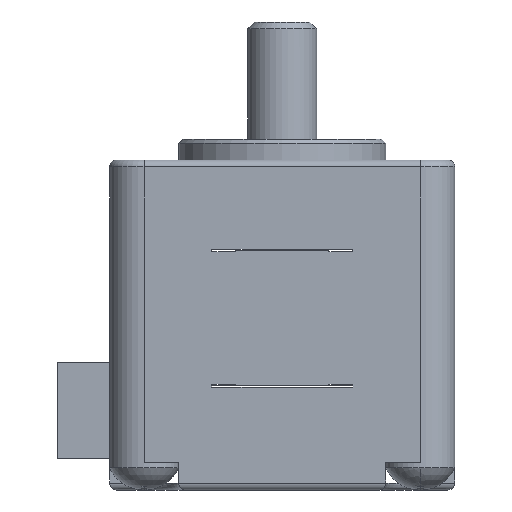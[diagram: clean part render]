
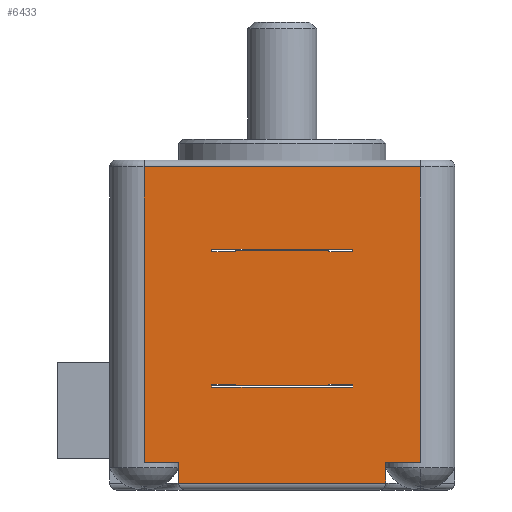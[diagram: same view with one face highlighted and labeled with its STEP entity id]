
A CAD part, left-side view. The second image highlights one B-rep face of the part: STEP entity #6433.
In plain terms, the highlighted planar face has unit normal (-1, 0, 0).
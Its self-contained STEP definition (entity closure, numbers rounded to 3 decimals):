
#1065=DIRECTION('',(0.,-1.,0.));
#1066=VECTOR('',#1065,15.);
#1067=CARTESIAN_POINT('',(-12.5,7.5,-33.4));
#1068=LINE('',#1067,#1066);
#1083=DIRECTION('',(0.,1.,0.));
#1084=VECTOR('',#1083,2.5);
#1085=CARTESIAN_POINT('',(-12.5,7.5,-31.9));
#1086=LINE('',#1085,#1084);
#1087=DIRECTION('',(0.,1.,0.));
#1088=VECTOR('',#1087,2.5);
#1089=CARTESIAN_POINT('',(-12.5,-10.,-31.9));
#1090=LINE('',#1089,#1088);
#1091=DIRECTION('',(0.,0.,-1.));
#1092=VECTOR('',#1091,1.5);
#1093=CARTESIAN_POINT('',(-12.5,-7.5,-31.9));
#1094=LINE('',#1093,#1092);
#1095=DIRECTION('',(0.,1.,0.));
#1096=VECTOR('',#1095,1.715);
#1097=CARTESIAN_POINT('',(-12.5,3.384,-26.25));
#1098=LINE('',#1097,#1096);
#1099=DIRECTION('',(0.,0.,-1.));
#1100=VECTOR('',#1099,0.2);
#1101=CARTESIAN_POINT('',(-12.5,5.099,-26.25));
#1102=LINE('',#1101,#1100);
#1103=DIRECTION('',(0.,-1.,0.));
#1104=VECTOR('',#1103,10.198);
#1105=CARTESIAN_POINT('',(-12.5,5.099,-26.45));
#1106=LINE('',#1105,#1104);
#1107=DIRECTION('',(0.,0.,1.));
#1108=VECTOR('',#1107,0.2);
#1109=CARTESIAN_POINT('',(-12.5,-5.099,-26.45));
#1110=LINE('',#1109,#1108);
#1111=DIRECTION('',(0.,1.,0.));
#1112=VECTOR('',#1111,1.715);
#1113=CARTESIAN_POINT('',(-12.5,-5.099,-26.25));
#1114=LINE('',#1113,#1112);
#1115=DIRECTION('',(0.,0.,-1.));
#1116=VECTOR('',#1115,0.1);
#1117=CARTESIAN_POINT('',(-12.5,-3.384,-26.25));
#1118=LINE('',#1117,#1116);
#1119=DIRECTION('',(0.,1.,0.));
#1120=VECTOR('',#1119,6.768);
#1121=CARTESIAN_POINT('',(-12.5,-3.384,-26.35));
#1122=LINE('',#1121,#1120);
#1123=DIRECTION('',(0.,0.,1.));
#1124=VECTOR('',#1123,0.1);
#1125=CARTESIAN_POINT('',(-12.5,3.384,-26.35));
#1126=LINE('',#1125,#1124);
#1127=DIRECTION('',(0.,0.,-1.));
#1128=VECTOR('',#1127,0.2);
#1129=CARTESIAN_POINT('',(-12.5,5.099,-16.45));
#1130=LINE('',#1129,#1128);
#1131=DIRECTION('',(0.,-1.,0.));
#1132=VECTOR('',#1131,1.715);
#1133=CARTESIAN_POINT('',(-12.5,5.099,-16.65));
#1134=LINE('',#1133,#1132);
#1135=DIRECTION('',(0.,0.,1.));
#1136=VECTOR('',#1135,0.1);
#1137=CARTESIAN_POINT('',(-12.5,3.384,-16.65));
#1138=LINE('',#1137,#1136);
#1139=DIRECTION('',(0.,-1.,0.));
#1140=VECTOR('',#1139,6.768);
#1141=CARTESIAN_POINT('',(-12.5,3.384,-16.55));
#1142=LINE('',#1141,#1140);
#1143=DIRECTION('',(0.,0.,-1.));
#1144=VECTOR('',#1143,0.1);
#1145=CARTESIAN_POINT('',(-12.5,-3.384,-16.55));
#1146=LINE('',#1145,#1144);
#1147=DIRECTION('',(0.,-1.,0.));
#1148=VECTOR('',#1147,1.715);
#1149=CARTESIAN_POINT('',(-12.5,-3.384,-16.65));
#1150=LINE('',#1149,#1148);
#1151=DIRECTION('',(0.,0.,1.));
#1152=VECTOR('',#1151,0.2);
#1153=CARTESIAN_POINT('',(-12.5,-5.099,-16.65));
#1154=LINE('',#1153,#1152);
#1155=DIRECTION('',(0.,1.,0.));
#1156=VECTOR('',#1155,10.198);
#1157=CARTESIAN_POINT('',(-12.5,-5.099,-16.45));
#1158=LINE('',#1157,#1156);
#1167=DIRECTION('',(0.,0.,-1.));
#1168=VECTOR('',#1167,21.4);
#1169=CARTESIAN_POINT('',(-12.5,10.,-10.5));
#1170=LINE('',#1169,#1168);
#1279=DIRECTION('',(0.,0.,-1.));
#1280=VECTOR('',#1279,1.5);
#1281=CARTESIAN_POINT('',(-12.5,7.5,-31.9));
#1282=LINE('',#1281,#1280);
#1995=DIRECTION('',(0.,0.,1.));
#1996=VECTOR('',#1995,21.4);
#1997=CARTESIAN_POINT('',(-12.5,-10.,-31.9));
#1998=LINE('',#1997,#1996);
#2230=DIRECTION('',(0.,1.,0.));
#2231=VECTOR('',#2230,20.);
#2232=CARTESIAN_POINT('',(-12.5,-10.,-10.5));
#2233=LINE('',#2232,#2231);
#4230=CARTESIAN_POINT('',(-12.5,3.384,-26.35));
#4231=VERTEX_POINT('',#4230);
#4232=CARTESIAN_POINT('',(-12.5,-3.384,-26.35));
#4233=VERTEX_POINT('',#4232);
#4674=CARTESIAN_POINT('',(-12.5,7.5,-33.4));
#4675=CARTESIAN_POINT('',(-12.5,-7.5,-33.4));
#4676=VERTEX_POINT('',#4674);
#4677=VERTEX_POINT('',#4675);
#4678=CARTESIAN_POINT('',(-12.5,7.5,-31.9));
#4679=CARTESIAN_POINT('',(-12.5,10.,-31.9));
#4680=VERTEX_POINT('',#4678);
#4681=VERTEX_POINT('',#4679);
#4682=CARTESIAN_POINT('',(-12.5,10.,-10.5));
#4683=VERTEX_POINT('',#4682);
#4684=CARTESIAN_POINT('',(-12.5,-10.,-10.5));
#4685=VERTEX_POINT('',#4684);
#4686=CARTESIAN_POINT('',(-12.5,-10.,-31.9));
#4687=VERTEX_POINT('',#4686);
#4688=CARTESIAN_POINT('',(-12.5,-7.5,-31.9));
#4689=VERTEX_POINT('',#4688);
#4690=CARTESIAN_POINT('',(-12.5,3.384,-26.25));
#4691=CARTESIAN_POINT('',(-12.5,5.099,-26.25));
#4692=VERTEX_POINT('',#4690);
#4693=VERTEX_POINT('',#4691);
#4694=CARTESIAN_POINT('',(-12.5,5.099,-26.45));
#4695=VERTEX_POINT('',#4694);
#4696=CARTESIAN_POINT('',(-12.5,-5.099,-26.45));
#4697=VERTEX_POINT('',#4696);
#4698=CARTESIAN_POINT('',(-12.5,-5.099,-26.25));
#4699=VERTEX_POINT('',#4698);
#4700=CARTESIAN_POINT('',(-12.5,-3.384,-26.25));
#4701=VERTEX_POINT('',#4700);
#4702=CARTESIAN_POINT('',(-12.5,5.099,-16.65));
#4703=CARTESIAN_POINT('',(-12.5,5.099,-16.45));
#4704=VERTEX_POINT('',#4702);
#4705=VERTEX_POINT('',#4703);
#4706=CARTESIAN_POINT('',(-12.5,3.384,-16.65));
#4707=VERTEX_POINT('',#4706);
#4708=CARTESIAN_POINT('',(-12.5,3.384,-16.55));
#4709=VERTEX_POINT('',#4708);
#4710=CARTESIAN_POINT('',(-12.5,-3.384,-16.55));
#4711=VERTEX_POINT('',#4710);
#4712=CARTESIAN_POINT('',(-12.5,-3.384,-16.65));
#4713=VERTEX_POINT('',#4712);
#4714=CARTESIAN_POINT('',(-12.5,-5.099,-16.65));
#4715=VERTEX_POINT('',#4714);
#4716=CARTESIAN_POINT('',(-12.5,-5.099,-16.45));
#4717=VERTEX_POINT('',#4716);
#6376=CARTESIAN_POINT('',(-12.5,-12.5,-10.));
#6377=DIRECTION('',(-1.,0.,0.));
#6378=DIRECTION('',(0.,1.,0.));
#6379=AXIS2_PLACEMENT_3D('',#6376,#6377,#6378);
#6380=PLANE('',#6379);
#6382=ORIENTED_EDGE('',*,*,#6381,.T.);
#6384=ORIENTED_EDGE('',*,*,#6383,.F.);
#6386=ORIENTED_EDGE('',*,*,#6385,.F.);
#6388=ORIENTED_EDGE('',*,*,#6387,.F.);
#6390=ORIENTED_EDGE('',*,*,#6389,.T.);
#6392=ORIENTED_EDGE('',*,*,#6391,.T.);
#6393=ORIENTED_EDGE('',*,*,#6366,.F.);
#6395=ORIENTED_EDGE('',*,*,#6394,.F.);
#6396=EDGE_LOOP('',(#6382,#6384,#6386,#6388,#6390,#6392,#6393,#6395));
#6397=FACE_OUTER_BOUND('',#6396,.F.);
#6399=ORIENTED_EDGE('',*,*,#6398,.T.);
#6401=ORIENTED_EDGE('',*,*,#6400,.T.);
#6403=ORIENTED_EDGE('',*,*,#6402,.T.);
#6405=ORIENTED_EDGE('',*,*,#6404,.T.);
#6407=ORIENTED_EDGE('',*,*,#6406,.T.);
#6409=ORIENTED_EDGE('',*,*,#6408,.T.);
#6410=ORIENTED_EDGE('',*,*,#5661,.T.);
#6412=ORIENTED_EDGE('',*,*,#6411,.T.);
#6413=EDGE_LOOP('',(#6399,#6401,#6403,#6405,#6407,#6409,#6410,#6412));
#6414=FACE_BOUND('',#6413,.F.);
#6416=ORIENTED_EDGE('',*,*,#6415,.T.);
#6418=ORIENTED_EDGE('',*,*,#6417,.T.);
#6420=ORIENTED_EDGE('',*,*,#6419,.T.);
#6422=ORIENTED_EDGE('',*,*,#6421,.T.);
#6424=ORIENTED_EDGE('',*,*,#6423,.T.);
#6426=ORIENTED_EDGE('',*,*,#6425,.T.);
#6428=ORIENTED_EDGE('',*,*,#6427,.T.);
#6430=ORIENTED_EDGE('',*,*,#6429,.T.);
#6431=EDGE_LOOP('',(#6416,#6418,#6420,#6422,#6424,#6426,#6428,#6430));
#6432=FACE_BOUND('',#6431,.F.);
#6433=ADVANCED_FACE('',(#6397,#6414,#6432),#6380,.T.);
#5661=EDGE_CURVE('',#4233,#4231,#1122,.T.);
#6366=EDGE_CURVE('',#4676,#4677,#1068,.T.);
#6381=EDGE_CURVE('',#4680,#4681,#1086,.T.);
#6383=EDGE_CURVE('',#4683,#4681,#1170,.T.);
#6385=EDGE_CURVE('',#4685,#4683,#2233,.T.);
#6387=EDGE_CURVE('',#4687,#4685,#1998,.T.);
#6389=EDGE_CURVE('',#4687,#4689,#1090,.T.);
#6391=EDGE_CURVE('',#4689,#4677,#1094,.T.);
#6394=EDGE_CURVE('',#4680,#4676,#1282,.T.);
#6398=EDGE_CURVE('',#4692,#4693,#1098,.T.);
#6400=EDGE_CURVE('',#4693,#4695,#1102,.T.);
#6402=EDGE_CURVE('',#4695,#4697,#1106,.T.);
#6404=EDGE_CURVE('',#4697,#4699,#1110,.T.);
#6406=EDGE_CURVE('',#4699,#4701,#1114,.T.);
#6408=EDGE_CURVE('',#4701,#4233,#1118,.T.);
#6411=EDGE_CURVE('',#4231,#4692,#1126,.T.);
#6415=EDGE_CURVE('',#4705,#4704,#1130,.T.);
#6417=EDGE_CURVE('',#4704,#4707,#1134,.T.);
#6419=EDGE_CURVE('',#4707,#4709,#1138,.T.);
#6421=EDGE_CURVE('',#4709,#4711,#1142,.T.);
#6423=EDGE_CURVE('',#4711,#4713,#1146,.T.);
#6425=EDGE_CURVE('',#4713,#4715,#1150,.T.);
#6427=EDGE_CURVE('',#4715,#4717,#1154,.T.);
#6429=EDGE_CURVE('',#4717,#4705,#1158,.T.);
